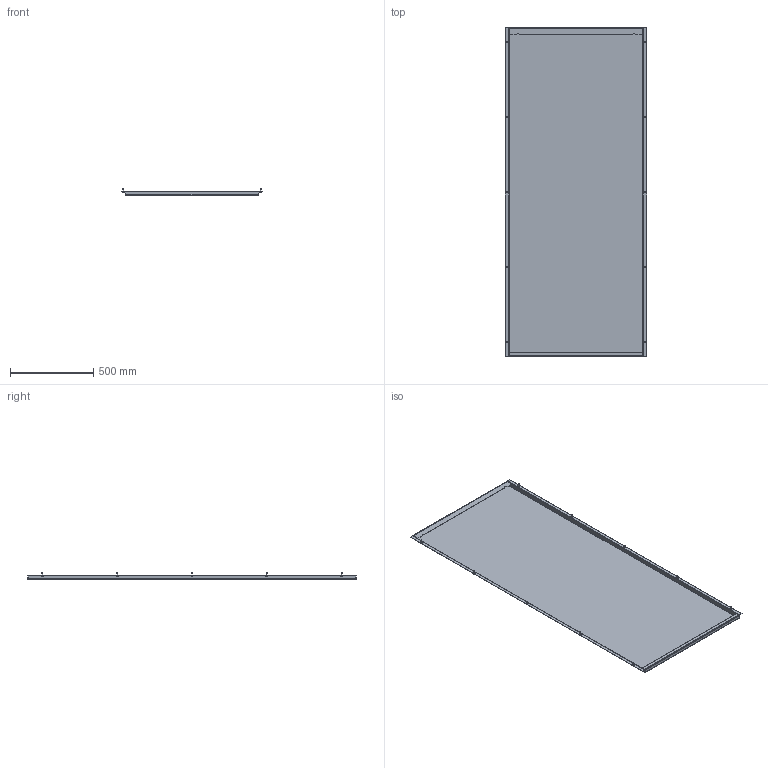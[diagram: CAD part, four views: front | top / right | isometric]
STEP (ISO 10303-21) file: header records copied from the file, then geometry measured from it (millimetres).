
FILE_DESCRIPTION(('STEP AP214'),'1');
FILE_NAME('cctmp_8BAA746B-C1EA-4EBE-B3DF-A6CEC1E0E7CA_2024_05_23_13_09_45_0629..stp','2024-05-23T11:09:45',('SIEMENS A&D'),('CADClick - www.CADClick.com'),'Spatial InterOp 3D',' ','unknown authorization');
FILE_SCHEMA(('AUTOMOTIVE_DESIGN'));
Length unit declared in the file: millimetre
Products named in the file (12): cc_unnamed; 2024_05_23_13_09_45_0614; 2024_05_23_13_09_45_0582; 2024_05_23_13_09_45_0551; 2024_05_23_13_09_45_0513; 2024_05_23_13_09_45_0482; 2024_05_23_13_09_45_0451; 2024_05_23_13_09_45_0413; 2024_05_23_13_09_45_0382; 2024_05_23_13_09_45_0351; 2024_05_23_13_09_45_0313; 2024_05_23_13_09_45_0282
Assembly tree (11 placements, depth 2):
  cc_unnamed
    2024_05_23_13_09_45_0614
    2024_05_23_13_09_45_0582
    2024_05_23_13_09_45_0551
    2024_05_23_13_09_45_0513
    2024_05_23_13_09_45_0482
    2024_05_23_13_09_45_0451
    2024_05_23_13_09_45_0413
    2024_05_23_13_09_45_0382
    2024_05_23_13_09_45_0351
    2024_05_23_13_09_45_0313
    2024_05_23_13_09_45_0282
Bounding box: 847 x 1973 x 39 mm (x, y, z)
Volume: 2762846.2 mm3; surface area: 3686980.1 mm2
Topology: 11 solids, 11 shells, 204 faces, 446 edges, 274 vertices
Faces by surface type: plane 88, cylinder 76, cone 40
Entity records: 7575 total; most frequent: DIRECTION 1070, CARTESIAN_POINT 936, ORIENTED_EDGE 892, EDGE_CURVE 446, AXIS2_PLACEMENT_3D 408, VERTEX_POINT 274, LINE 254, VECTOR 254
